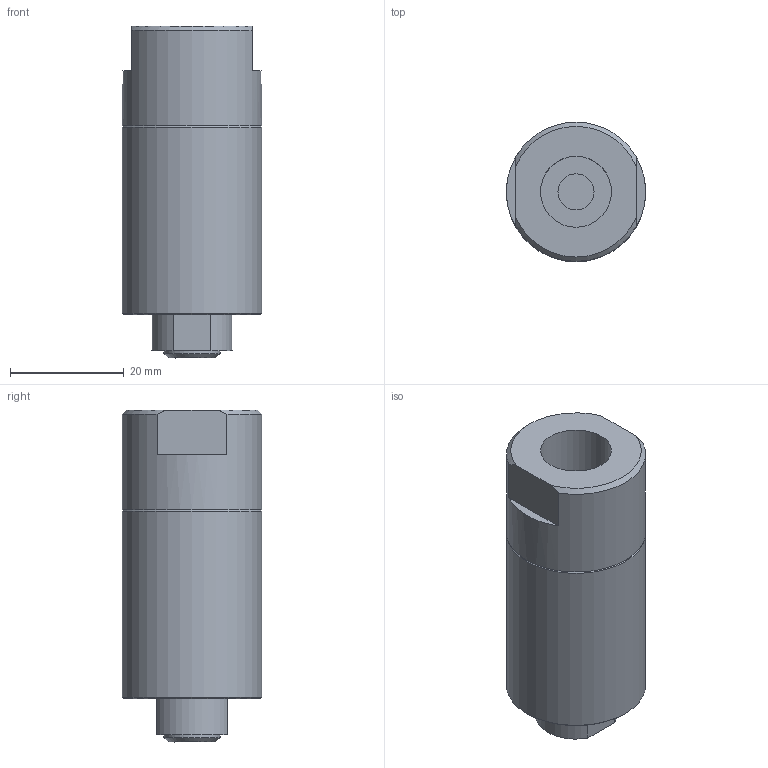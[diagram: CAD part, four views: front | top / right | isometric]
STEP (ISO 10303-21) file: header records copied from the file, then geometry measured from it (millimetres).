
FILE_DESCRIPTION((''),'2;1');
FILE_NAME('PFP350 Lemo (1-4-18 NPT).stp','2011-01-17T15:06:54',('thomasl'),(''),'Autodesk Inventor 2008','Autodesk Inventor 2008','');
FILE_SCHEMA(('AUTOMOTIVE_DESIGN { 1 0 10303 214 1 1 1 1 }'));
Length unit declared in the file: inch
Products named in the file (2): PFP350 Lemo (1-4-18 NPT); ~~~PART1
Assembly tree (1 placements, depth 2):
  PFP350 Lemo (1-4-18 NPT)
    ~~~PART1
Bounding box: 24.51 x 24.51 x 58.42 mm (x, y, z)
Volume: 16941.4 mm3; surface area: 8269.2 mm2
Topology: 1 solids, 3 shells, 73 faces, 129 edges, 86 vertices
Faces by surface type: plane 36, cylinder 29, cone 6, torus 2
Full cylindrical faces by diameter (mm): 0.711 x4, 1.016 x4, 1.27 x4, 4.445 x1, 4.572 x1, 6.35 x1, 6.912 x2, 6.985 x1, 9.906 x1, 11.524 x1, 12.487 x1, 18.923 x1, 19.36 x1, 19.461 x2, 24.511 x2
Entity records: 1616 total; most frequent: DIRECTION 306, CARTESIAN_POINT 252, ORIENTED_EDGE 178, AXIS2_PLACEMENT_3D 145, EDGE_LOOP 132, EDGE_CURVE 89, VERTEX_POINT 79, FACE_OUTER_BOUND 73
